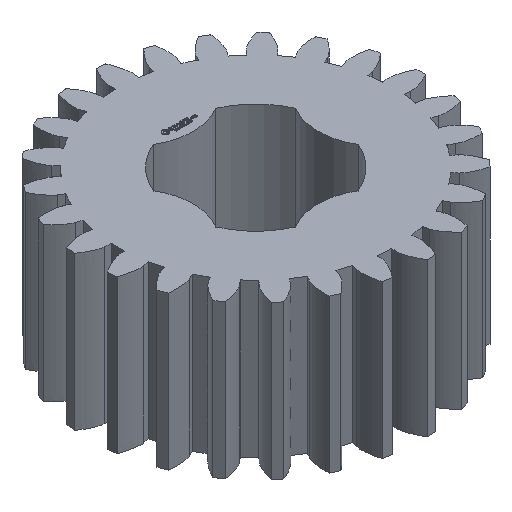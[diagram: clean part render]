
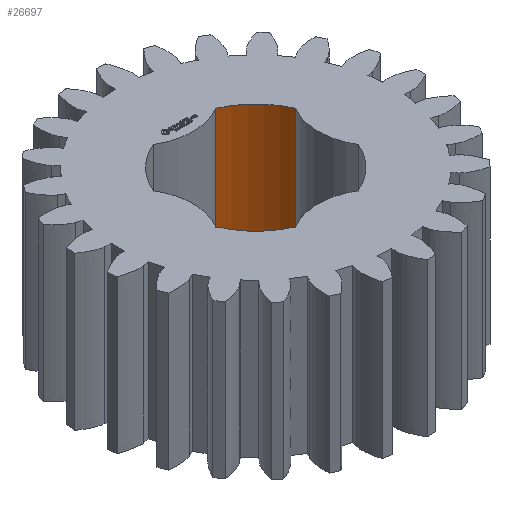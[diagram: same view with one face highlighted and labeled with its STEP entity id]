
A CAD part, isometric view. The second image highlights one B-rep face of the part: STEP entity #26697.
In plain terms, the highlighted cylindrical face has radius 6.35 mm (diameter 12.7 mm), a partial arc.
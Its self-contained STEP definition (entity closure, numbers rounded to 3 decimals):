
#93 = PLANE('',#94);
#94 = AXIS2_PLACEMENT_3D('',#95,#96,#97);
#95 = CARTESIAN_POINT('',(0.,0.,12.5));
#96 = DIRECTION('',(0.,0.,1.));
#97 = DIRECTION('',(1.,0.,0.));
#168 = PLANE('',#169);
#169 = AXIS2_PLACEMENT_3D('',#170,#171,#172);
#170 = CARTESIAN_POINT('',(0.,0.,0.));
#171 = DIRECTION('',(0.,0.,1.));
#172 = DIRECTION('',(1.,0.,0.));
#7364 = VERTEX_POINT('',#7365);
#7365 = CARTESIAN_POINT('',(2.55,5.816,0.));
#7380 = CYLINDRICAL_SURFACE('',#7381,4.9);
#7381 = AXIS2_PLACEMENT_3D('',#7382,#7383,#7384);
#7382 = CARTESIAN_POINT('',(0.,10.,0.));
#7383 = DIRECTION('',(0.,-0.,-1.));
#7384 = DIRECTION('',(0.707,0.707,0.));
#7392 = EDGE_CURVE('',#7393,#7364,#7395,.T.);
#7393 = VERTEX_POINT('',#7394);
#7394 = CARTESIAN_POINT('',(5.816,2.55,0.));
#7395 = SURFACE_CURVE('',#7396,(#7401,#7408),.PCURVE_S1.);
#7396 = CIRCLE('',#7397,6.35);
#7397 = AXIS2_PLACEMENT_3D('',#7398,#7399,#7400);
#7398 = CARTESIAN_POINT('',(0.,0.,0.));
#7399 = DIRECTION('',(0.,-0.,1.));
#7400 = DIRECTION('',(0.707,0.707,0.));
#7401 = PCURVE('',#168,#7402);
#7402 = DEFINITIONAL_REPRESENTATION('',(#7403),#7407);
#7403 = CIRCLE('',#7404,6.35);
#7404 = AXIS2_PLACEMENT_2D('',#7405,#7406);
#7405 = CARTESIAN_POINT('',(0.,0.));
#7406 = DIRECTION('',(0.707,0.707));
#7407 = ( GEOMETRIC_REPRESENTATION_CONTEXT(2) 
PARAMETRIC_REPRESENTATION_CONTEXT() REPRESENTATION_CONTEXT('2D SPACE',''
  ) );
#7408 = PCURVE('',#7409,#7414);
#7409 = CYLINDRICAL_SURFACE('',#7410,6.35);
#7410 = AXIS2_PLACEMENT_3D('',#7411,#7412,#7413);
#7411 = CARTESIAN_POINT('',(0.,0.,0.));
#7412 = DIRECTION('',(0.,-0.,-1.));
#7413 = DIRECTION('',(0.707,0.707,0.));
#7414 = DEFINITIONAL_REPRESENTATION('',(#7415),#7419);
#7415 = LINE('',#7416,#7417);
#7416 = CARTESIAN_POINT('',(-0.,0.));
#7417 = VECTOR('',#7418,1.);
#7418 = DIRECTION('',(-1.,0.));
#7419 = ( GEOMETRIC_REPRESENTATION_CONTEXT(2) 
PARAMETRIC_REPRESENTATION_CONTEXT() REPRESENTATION_CONTEXT('2D SPACE',''
  ) );
#7438 = CYLINDRICAL_SURFACE('',#7439,4.9);
#7439 = AXIS2_PLACEMENT_3D('',#7440,#7441,#7442);
#7440 = CARTESIAN_POINT('',(10.,0.,0.));
#7441 = DIRECTION('',(0.,-0.,-1.));
#7442 = DIRECTION('',(0.707,0.707,0.));
#12610 = VERTEX_POINT('',#12611);
#12611 = CARTESIAN_POINT('',(2.55,5.816,12.5));
#12633 = EDGE_CURVE('',#12634,#12610,#12636,.T.);
#12634 = VERTEX_POINT('',#12635);
#12635 = CARTESIAN_POINT('',(5.816,2.55,12.5));
#12636 = SURFACE_CURVE('',#12637,(#12642,#12649),.PCURVE_S1.);
#12637 = CIRCLE('',#12638,6.35);
#12638 = AXIS2_PLACEMENT_3D('',#12639,#12640,#12641);
#12639 = CARTESIAN_POINT('',(0.,0.,12.5)
  );
#12640 = DIRECTION('',(0.,-0.,1.));
#12641 = DIRECTION('',(0.707,0.707,0.));
#12642 = PCURVE('',#93,#12643);
#12643 = DEFINITIONAL_REPRESENTATION('',(#12644),#12648);
#12644 = CIRCLE('',#12645,6.35);
#12645 = AXIS2_PLACEMENT_2D('',#12646,#12647);
#12646 = CARTESIAN_POINT('',(0.,0.));
#12647 = DIRECTION('',(0.707,0.707));
#12648 = ( GEOMETRIC_REPRESENTATION_CONTEXT(2) 
PARAMETRIC_REPRESENTATION_CONTEXT() REPRESENTATION_CONTEXT('2D SPACE',''
  ) );
#12649 = PCURVE('',#7409,#12650);
#12650 = DEFINITIONAL_REPRESENTATION('',(#12651),#12655);
#12651 = LINE('',#12652,#12653);
#12652 = CARTESIAN_POINT('',(-0.,-12.5));
#12653 = VECTOR('',#12654,1.);
#12654 = DIRECTION('',(-1.,0.));
#12655 = ( GEOMETRIC_REPRESENTATION_CONTEXT(2) 
PARAMETRIC_REPRESENTATION_CONTEXT() REPRESENTATION_CONTEXT('2D SPACE',''
  ) );
#26674 = EDGE_CURVE('',#7393,#12634,#26675,.T.);
#26675 = SURFACE_CURVE('',#26676,(#26680,#26687),.PCURVE_S1.);
#26676 = LINE('',#26677,#26678);
#26677 = CARTESIAN_POINT('',(5.816,2.55,0.));
#26678 = VECTOR('',#26679,1.);
#26679 = DIRECTION('',(0.,0.,1.));
#26680 = PCURVE('',#7438,#26681);
#26681 = DEFINITIONAL_REPRESENTATION('',(#26682),#26686);
#26682 = LINE('',#26683,#26684);
#26683 = CARTESIAN_POINT('',(-1.809,0.));
#26684 = VECTOR('',#26685,1.);
#26685 = DIRECTION('',(-0.,-1.));
#26686 = ( GEOMETRIC_REPRESENTATION_CONTEXT(2) 
PARAMETRIC_REPRESENTATION_CONTEXT() REPRESENTATION_CONTEXT('2D SPACE',''
  ) );
#26687 = PCURVE('',#7409,#26688);
#26688 = DEFINITIONAL_REPRESENTATION('',(#26689),#26693);
#26689 = LINE('',#26690,#26691);
#26690 = CARTESIAN_POINT('',(-5.911,0.));
#26691 = VECTOR('',#26692,1.);
#26692 = DIRECTION('',(-0.,-1.));
#26693 = ( GEOMETRIC_REPRESENTATION_CONTEXT(2) 
PARAMETRIC_REPRESENTATION_CONTEXT() REPRESENTATION_CONTEXT('2D SPACE',''
  ) );
#26697 = ADVANCED_FACE('',(#26698),#7409,.F.);
#26698 = FACE_BOUND('',#26699,.T.);
#26699 = EDGE_LOOP('',(#26700,#26701,#26702,#26723));
#26700 = ORIENTED_EDGE('',*,*,#26674,.T.);
#26701 = ORIENTED_EDGE('',*,*,#12633,.T.);
#26702 = ORIENTED_EDGE('',*,*,#26703,.F.);
#26703 = EDGE_CURVE('',#7364,#12610,#26704,.T.);
#26704 = SURFACE_CURVE('',#26705,(#26709,#26716),.PCURVE_S1.);
#26705 = LINE('',#26706,#26707);
#26706 = CARTESIAN_POINT('',(2.55,5.816,0.));
#26707 = VECTOR('',#26708,1.);
#26708 = DIRECTION('',(0.,0.,1.));
#26709 = PCURVE('',#7409,#26710);
#26710 = DEFINITIONAL_REPRESENTATION('',(#26711),#26715);
#26711 = LINE('',#26712,#26713);
#26712 = CARTESIAN_POINT('',(-6.655,0.));
#26713 = VECTOR('',#26714,1.);
#26714 = DIRECTION('',(-0.,-1.));
#26715 = ( GEOMETRIC_REPRESENTATION_CONTEXT(2) 
PARAMETRIC_REPRESENTATION_CONTEXT() REPRESENTATION_CONTEXT('2D SPACE',''
  ) );
#26716 = PCURVE('',#7380,#26717);
#26717 = DEFINITIONAL_REPRESENTATION('',(#26718),#26722);
#26718 = LINE('',#26719,#26720);
#26719 = CARTESIAN_POINT('',(-4.474,0.));
#26720 = VECTOR('',#26721,1.);
#26721 = DIRECTION('',(-0.,-1.));
#26722 = ( GEOMETRIC_REPRESENTATION_CONTEXT(2) 
PARAMETRIC_REPRESENTATION_CONTEXT() REPRESENTATION_CONTEXT('2D SPACE',''
  ) );
#26723 = ORIENTED_EDGE('',*,*,#7392,.F.);
